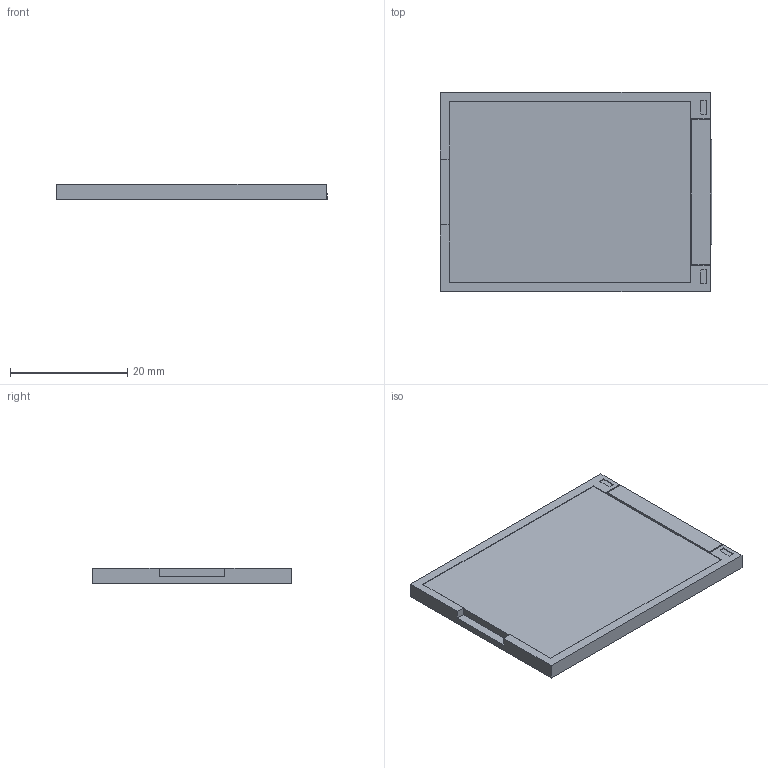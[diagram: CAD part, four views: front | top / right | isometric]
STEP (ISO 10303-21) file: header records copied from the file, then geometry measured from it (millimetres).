
FILE_DESCRIPTION(('FreeCAD Model'),'2;1');
FILE_NAME('Open CASCADE Shape Model','2024-01-03T13:15:19',(''),(''), 'Open CASCADE STEP processor 7.6','FreeCAD','Unknown');
FILE_SCHEMA(('AUTOMOTIVE_DESIGN { 1 0 10303 214 1 1 1 1 }'));
Length unit declared in the file: millimetre
Products named in the file (3): TangaraCase; Driver + Connector; TFT (JD-T1800)
Assembly tree (2 placements, depth 2):
  TangaraCase
    Driver + Connector
    TFT (JD-T1800)
Bounding box: 46.23 x 34 x 2.7 mm (x, y, z)
Volume: 4001.9 mm3; surface area: 4082.3 mm2
Topology: 2 solids, 2 shells, 68 faces, 170 edges, 112 vertices
Faces by surface type: plane 64, cylinder 4
Entity records: 2289 total; most frequent: CARTESIAN_POINT 353, ORIENTED_EDGE 340, DIRECTION 320, EDGE_CURVE 170, LINE 162, VECTOR 162, VERTEX_POINT 112, AXIS2_PLACEMENT_3D 79
